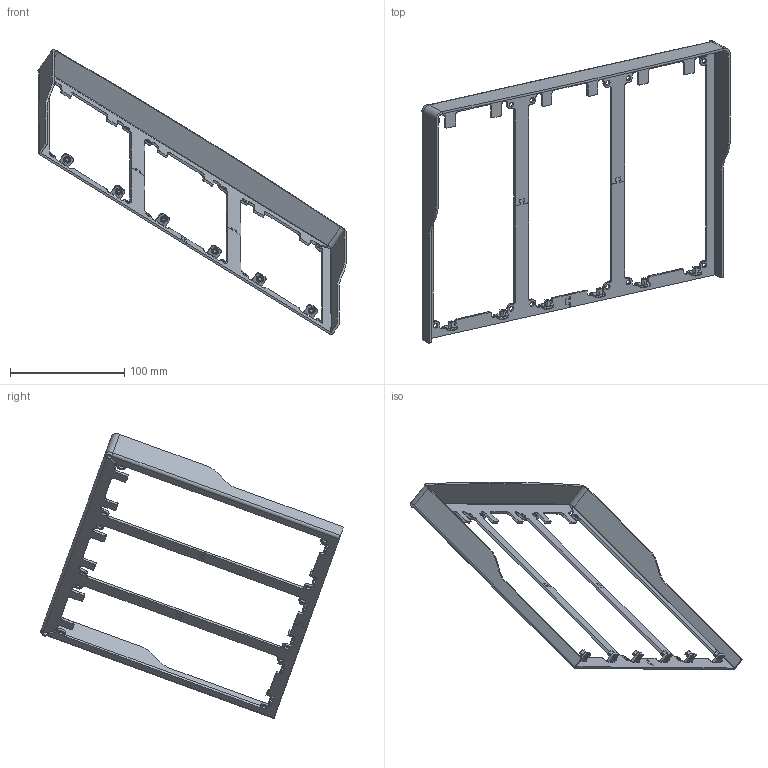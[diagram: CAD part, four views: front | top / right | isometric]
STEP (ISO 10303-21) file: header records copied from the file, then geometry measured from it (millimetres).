
FILE_DESCRIPTION(('CATIA V5 STEP Exchange'),'2;1');
FILE_NAME('VI-RP3BOX3.stp','2024-03-21T08:54:06+00:00',('none'),('none'),'CATIA Version 5-6 Release 2016 SP6','CATIA V5 STEP AP203','none');
FILE_SCHEMA(('CONFIG_CONTROL_DESIGN'));
Length unit declared in the file: millimetre
Products named in the file (1): VI-RP3BOX3
Assembly tree (2 placements, depth 2):
  VI-RP3BOX3
    #57
    #101
Bounding box: 269.94 x 264.92 x 249.35 mm (x, y, z)
Volume: 62268.3 mm3; surface area: 70333 mm2
Topology: 7 solids, 7 shells, 534 faces, 1476 edges, 958 vertices
Faces by surface type: plane 343, cylinder 187, extrusion 4
Entity records: 15890 total; most frequent: ORIENTED_EDGE 2948, CARTESIAN_POINT 2835, DIRECTION 2190, EDGE_CURVE 1474, VECTOR 1092, LINE 1088, VERTEX_POINT 954, AXIS2_PLACEMENT_3D 741
